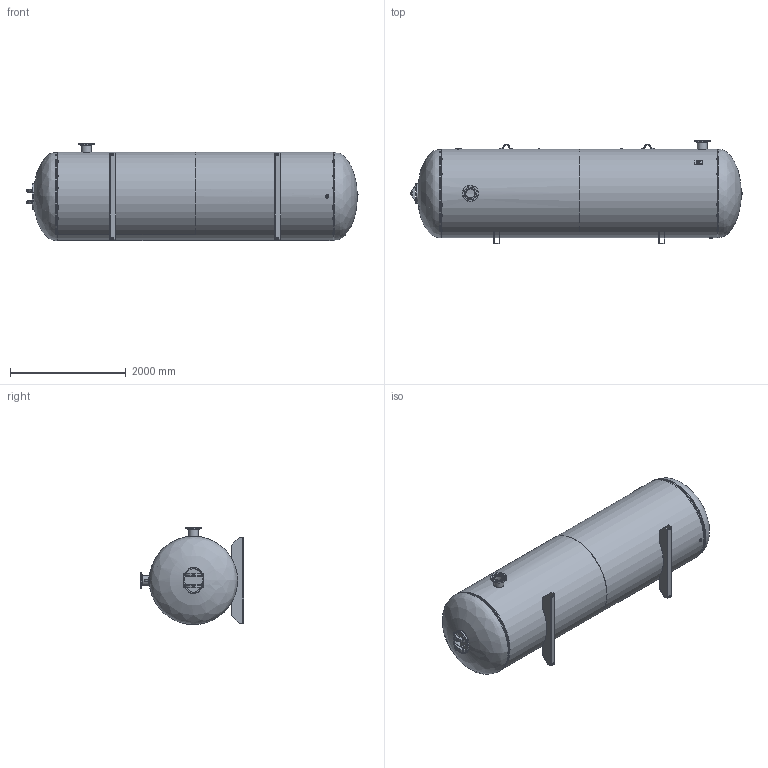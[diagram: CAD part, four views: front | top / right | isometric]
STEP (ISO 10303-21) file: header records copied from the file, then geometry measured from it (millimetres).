
FILE_DESCRIPTION(/* description */ ('60 X 220 150# HORZ ASME STOCK 2560 GAL W/6" IN/OUT'),/* implementation_level */ '2;1');
FILE_NAME(/* name */ 'SPVG_A10392.stp',/* time_stamp */ '2020-07-10T08:58:02-05:00',/* author */ ('kim.thoune'),/* organization */ (''),/* preprocessor_version */ 'ST-DEVELOPER v17.2',/* originating_system */ 'Autodesk Inventor 2019',/* authorisation */ '');
FILE_SCHEMA (('AUTOMOTIVE_DESIGN { 1 0 10303 214 3 1 1 }'));
Length unit declared in the file: inch
Products named in the file (19): A10392; 37-2594; 37-2595; A10392-3HD; 910-676MH; A10392-4HD; 910-676MH_1; F100500; F101000; F102000; F103001; 46-9163; S102154; 45-596; S102154-2; 60-140; 64-053; 64-784; S100406
Assembly tree (22 placements, depth 3):
  A10392
    37-2594
    37-2595
    A10392-3HD
      910-676MH
    A10392-4HD
      910-676MH_1
    F100500  x2
    F101000
    F102000
    F103001
    46-9163
    S102154  x2
      45-596
      S102154-2
    60-140
      64-053
    64-784  x2
    S100406  x2
Bounding box: 5728.18 x 1778 x 1676.4 mm (x, y, z)
Volume: 233930306.5 mm3; surface area: 60057899 mm2
Topology: 22 solids, 22 shells, 536 faces, 1394 edges, 934 vertices
Faces by surface type: plane 277, cylinder 138, bspline 60, torus 52, cone 9
Full cylindrical faces by diameter (mm): 6.35 x4, 18.644 x2, 22.225 x20, 23.019 x2, 26.987 x2, 30.302 x1, 31.75 x2, 43.256 x1, 44.45 x1, 46.037 x1, 56.667 x1, 60.325 x1, 79.383 x1, 82.55 x1, 96.837 x1, 98.425 x1, 107.95 x1, 154.051 x2, 168.275 x2, 170.688 x2, 171.45 x2, 192.1 x2, 215.9 x2, 279.4 x2, 1489.989 x2, 1505.839 x2, 1505.941 x2, 1508.15 x2, 1521.841 x2, 1524 x2
Entity records: 18968 total; most frequent: CARTESIAN_POINT 6792, ORIENTED_EDGE 2380, DIRECTION 2305, EDGE_CURVE 1190, AXIS2_PLACEMENT_3D 830, VERTEX_POINT 795, LINE 645, VECTOR 645
